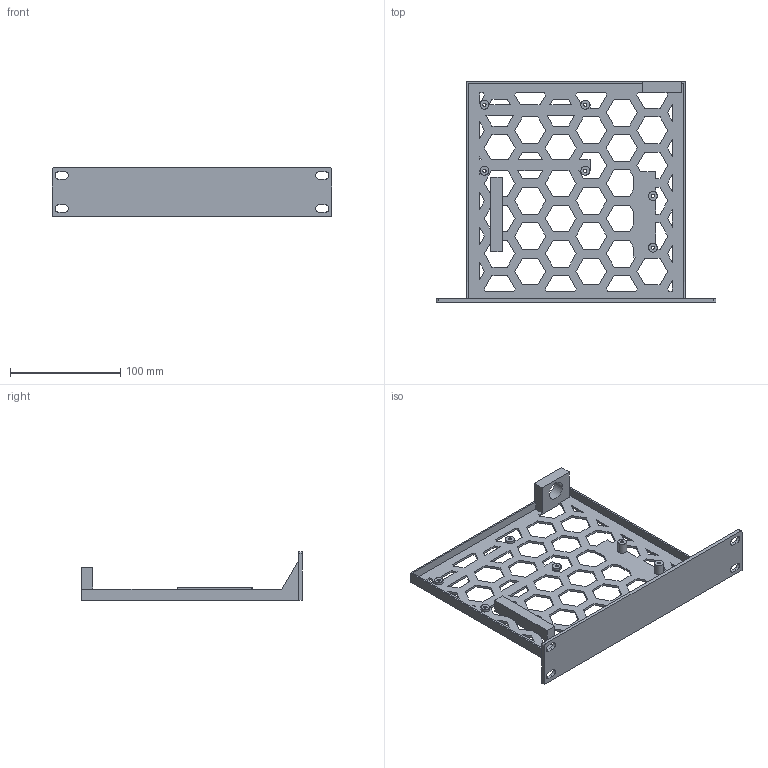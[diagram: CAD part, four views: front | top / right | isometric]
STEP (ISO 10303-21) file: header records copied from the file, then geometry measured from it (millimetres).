
FILE_DESCRIPTION(('Open CASCADE Model'),'2;1');
FILE_NAME('Open CASCADE Shape Model','2025-12-03T08:25:59',('Author'),( 'Open CASCADE'),'Open CASCADE STEP processor 7.8','build123d', 'Unknown');
FILE_SCHEMA(('AUTOMOTIVE_DESIGN { 1 0 10303 214 1 1 1 1 }'));
Length unit declared in the file: millimetre
Products named in the file (1): COMPOUND
Bounding box: 254 x 200 x 44.45 mm (x, y, z)
Volume: 105792.3 mm3; surface area: 94537.3 mm2
Topology: 1 solids, 1 shells, 366 faces, 1088 edges, 722 vertices
Faces by surface type: plane 331, cylinder 35
Full cylindrical faces by diameter (mm): 2.8 x2, 3 x4, 6 x4, 8 x6, 17 x1
Entity records: 26387 total; most frequent: CARTESIAN_POINT 4630, DIRECTION 3903, LINE 2943, VECTOR 2943, ORIENTED_EDGE 2176, PCURVE 2176, DEFINITIONAL_REPRESENTATION 2176, EDGE_CURVE 1088
